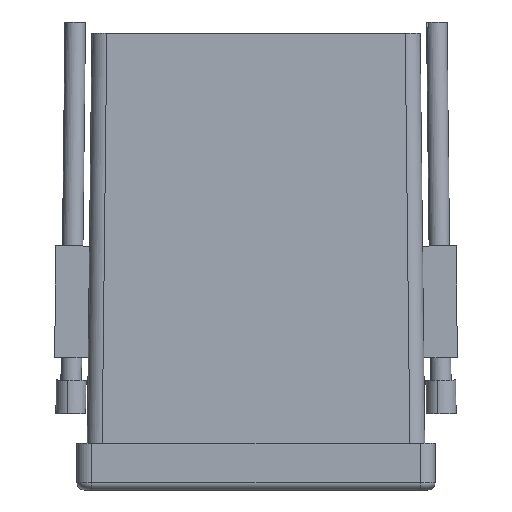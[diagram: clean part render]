
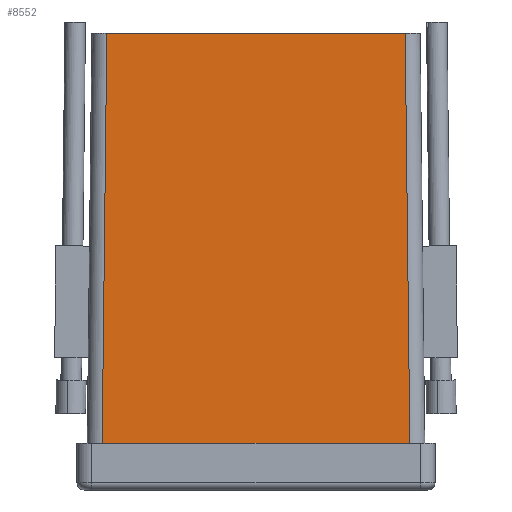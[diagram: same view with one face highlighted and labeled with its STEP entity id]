
A CAD part, front view. The second image highlights one B-rep face of the part: STEP entity #8552.
In plain terms, the highlighted planar face has unit normal (0, -1, 0.011).
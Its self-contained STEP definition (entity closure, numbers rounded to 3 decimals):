
#156 = CARTESIAN_POINT ( 'NONE',  ( -44., -44., 0. ) ) ;
#298 = VERTEX_POINT ( 'NONE', #6098 ) ;
#609 = EDGE_CURVE ( 'NONE', #6915, #2995, #4644, .T. ) ;
#632 = DIRECTION ( 'NONE',  ( 1., 0., 0. ) ) ;
#775 = CARTESIAN_POINT ( 'NONE',  ( -44., -45.25, -110. ) ) ;
#1071 = LINE ( 'NONE', #156, #4165 ) ;
#1186 = CARTESIAN_POINT ( 'NONE',  ( 39.989, -43.989, 0.954 ) ) ;
#1776 = DIRECTION ( 'NONE',  ( 0., -1., 0.011 ) ) ;
#1825 = EDGE_CURVE ( 'NONE', #4548, #298, #5350, .T. ) ;
#2219 = ORIENTED_EDGE ( 'NONE', *, *, #609, .T. ) ;
#2956 = ORIENTED_EDGE ( 'NONE', *, *, #5947, .F. ) ;
#2995 = VERTEX_POINT ( 'NONE', #6756 ) ;
#3490 = DIRECTION ( 'NONE',  ( 1., 0., 0. ) ) ;
#4132 = VECTOR ( 'NONE', #4203, 1000. ) ;
#4165 = VECTOR ( 'NONE', #3490, 1000. ) ;
#4203 = DIRECTION ( 'NONE',  ( -0.011, -0.011, -1. ) ) ;
#4534 = EDGE_CURVE ( 'NONE', #2995, #4548, #10052, .T. ) ;
#4548 = VERTEX_POINT ( 'NONE', #9024 ) ;
#4644 = LINE ( 'NONE', #6716, #4132 ) ;
#5350 = LINE ( 'NONE', #1186, #8143 ) ;
#5511 = EDGE_LOOP ( 'NONE', ( #10132, #5782, #2956, #2219 ) ) ;
#5782 = ORIENTED_EDGE ( 'NONE', *, *, #1825, .T. ) ;
#5900 = DIRECTION ( 'NONE',  ( 0., -0.011, -1. ) ) ;
#5947 = EDGE_CURVE ( 'NONE', #6915, #298, #1071, .T. ) ;
#6098 = CARTESIAN_POINT ( 'NONE',  ( 40., -44., 0. ) ) ;
#6601 = VECTOR ( 'NONE', #632, 1000. ) ;
#6716 = CARTESIAN_POINT ( 'NONE',  ( -40.001, -44.001, -0.045 ) ) ;
#6756 = CARTESIAN_POINT ( 'NONE',  ( -41.25, -45.25, -110. ) ) ;
#6915 = VERTEX_POINT ( 'NONE', #9676 ) ;
#7269 = AXIS2_PLACEMENT_3D ( 'NONE', #7543, #1776, #5900 ) ;
#7543 = CARTESIAN_POINT ( 'NONE',  ( -44., -44., 0. ) ) ;
#8143 = VECTOR ( 'NONE', #9387, 1000. ) ;
#8552 = ADVANCED_FACE ( 'NONE', ( #10106 ), #9225, .T. ) ;
#9024 = CARTESIAN_POINT ( 'NONE',  ( 41.25, -45.25, -110. ) ) ;
#9225 = PLANE ( 'NONE',  #7269 ) ;
#9387 = DIRECTION ( 'NONE',  ( -0.011, 0.011, 1. ) ) ;
#9676 = CARTESIAN_POINT ( 'NONE',  ( -40., -44., 0. ) ) ;
#10052 = LINE ( 'NONE', #775, #6601 ) ;
#10106 = FACE_OUTER_BOUND ( 'NONE', #5511, .T. ) ;
#10132 = ORIENTED_EDGE ( 'NONE', *, *, #4534, .T. ) ;
